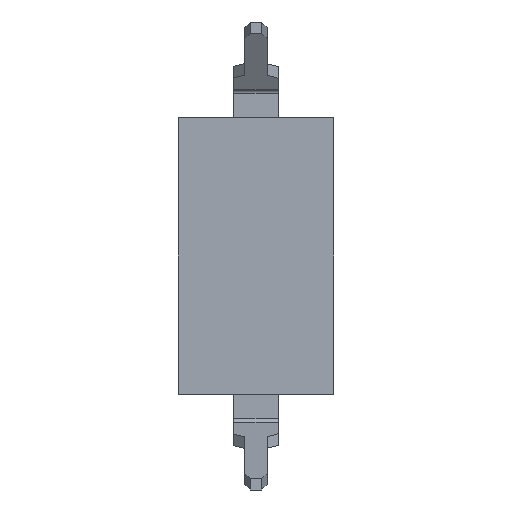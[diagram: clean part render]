
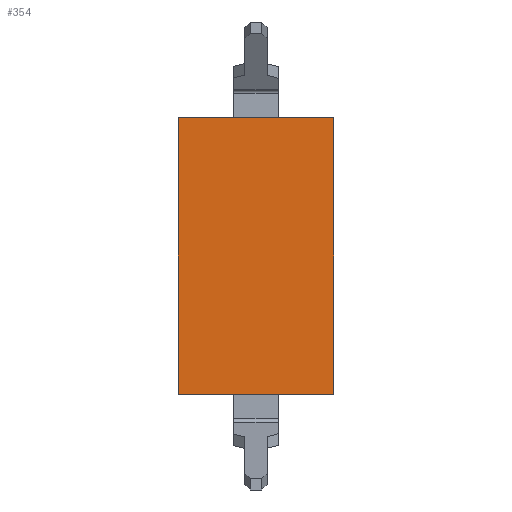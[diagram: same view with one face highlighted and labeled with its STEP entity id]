
A CAD part, front view. The second image highlights one B-rep face of the part: STEP entity #354.
In plain terms, the highlighted planar face has unit normal (0, -1, 0).
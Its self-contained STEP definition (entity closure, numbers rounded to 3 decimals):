
#354=ADVANCED_FACE('',(#908),#909,.F.);
#722=VERTEX_POINT('',#1281);
#732=VERTEX_POINT('',#1291);
#736=EDGE_CURVE('',#732,#722,#1295,.T.);
#740=VERTEX_POINT('',#1299);
#744=VERTEX_POINT('',#1303);
#746=EDGE_CURVE('',#740,#744,#1305,.T.);
#754=EDGE_CURVE('',#732,#744,#1313,.T.);
#756=EDGE_CURVE('',#722,#740,#1315,.T.);
#908=FACE_OUTER_BOUND('',#1457,.T.);
#909=PLANE('',#1458);
#1281=CARTESIAN_POINT('',(1.74,4.0,3.1));
#1291=CARTESIAN_POINT('',(-1.74,4.0,3.1));
#1295=LINE('',#2059,#2060);
#1299=CARTESIAN_POINT('',(1.74,4.0,-3.1));
#1303=CARTESIAN_POINT('',(-1.74,4.0,-3.1));
#1305=LINE('',#2073,#2074);
#1313=LINE('',#2087,#2088);
#1315=LINE('',#2091,#2092);
#1457=EDGE_LOOP('',(#2491,#2492,#2493,#2494));
#1458=AXIS2_PLACEMENT_3D('',#2495,#2496,#2497);
#2059=CARTESIAN_POINT('',(0.0,4.0,3.1));
#2060=VECTOR('',#2653,1.0);
#2073=CARTESIAN_POINT('',(0.0,4.0,-3.1));
#2074=VECTOR('',#2655,1.0);
#2087=CARTESIAN_POINT('',(-1.74,4.0,0.0));
#2088=VECTOR('',#2658,1.0);
#2091=CARTESIAN_POINT('',(1.74,4.0,0.0));
#2092=VECTOR('',#2659,1.0);
#2491=ORIENTED_EDGE('',*,*,#754,.T.);
#2492=ORIENTED_EDGE('',*,*,#746,.F.);
#2493=ORIENTED_EDGE('',*,*,#756,.F.);
#2494=ORIENTED_EDGE('',*,*,#736,.F.);
#2495=CARTESIAN_POINT('',(0.0,4.0,0.0));
#2496=DIRECTION('',(0.0,1.0,0.0));
#2497=DIRECTION('',(1.0,0.0,-0.0));
#2653=DIRECTION('',(1.0,0.0,0.0));
#2655=DIRECTION('',(-1.0,0.0,0.0));
#2658=DIRECTION('',(0.0,0.0,-1.0));
#2659=DIRECTION('',(0.0,0.0,-1.0));
